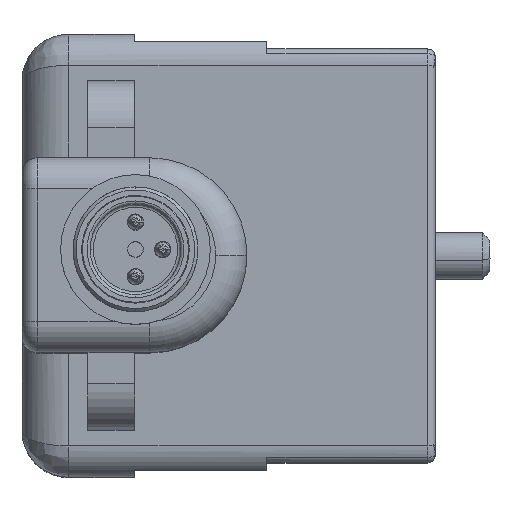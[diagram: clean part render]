
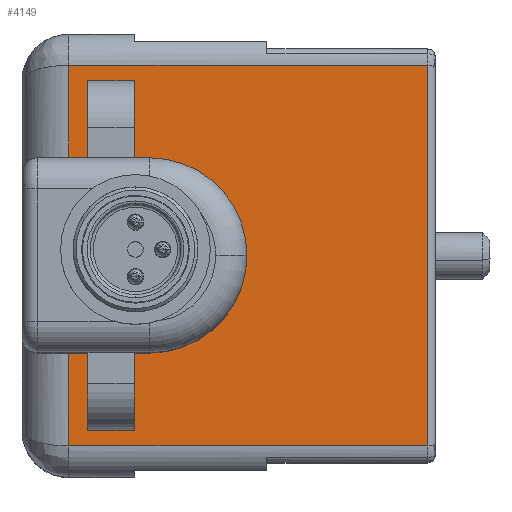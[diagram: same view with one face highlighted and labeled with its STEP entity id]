
A CAD part, top view. The second image highlights one B-rep face of the part: STEP entity #4149.
In plain terms, the highlighted planar face has unit normal (0, 0, 1).
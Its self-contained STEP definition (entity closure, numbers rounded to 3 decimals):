
#4014=AXIS2_PLACEMENT_3D('Plane Axis2P3D',#4011,#4012,#4013) ;
#4039=AXIS2_PLACEMENT_3D('Circle Axis2P3D',#4037,#4038,$) ;
#4046=AXIS2_PLACEMENT_3D('Circle Axis2P3D',#4044,#4045,$) ;
#1502=CARTESIAN_POINT('Vertex',(26.,2.,26.5)) ;
#1509=CARTESIAN_POINT('Vertex',(26.,26.4,26.5)) ;
#1512=CARTESIAN_POINT('Line Origine',(26.,26.4,26.5)) ;
#4011=CARTESIAN_POINT('Axis2P3D Location',(0.,26.4,26.5)) ;
#4016=CARTESIAN_POINT('Line Origine',(14.5,26.4,26.5)) ;
#4020=CARTESIAN_POINT('Vertex',(3.,26.4,26.5)) ;
#4023=CARTESIAN_POINT('Line Origine',(3.,23.425,26.5)) ;
#4027=CARTESIAN_POINT('Vertex',(3.,20.45,26.5)) ;
#4030=CARTESIAN_POINT('Line Origine',(5.586,20.45,26.5)) ;
#4034=CARTESIAN_POINT('Vertex',(8.172,20.45,26.5)) ;
#4037=CARTESIAN_POINT('Axis2P3D Location',(8.172,14.2,26.5)) ;
#4041=CARTESIAN_POINT('Vertex',(14.422,14.2,26.5)) ;
#4044=CARTESIAN_POINT('Axis2P3D Location',(8.172,14.2,26.5)) ;
#4048=CARTESIAN_POINT('Vertex',(8.172,7.95,26.5)) ;
#4051=CARTESIAN_POINT('Line Origine',(5.586,7.95,26.5)) ;
#4055=CARTESIAN_POINT('Vertex',(3.,7.95,26.5)) ;
#4058=CARTESIAN_POINT('Line Origine',(3.,4.975,26.5)) ;
#4062=CARTESIAN_POINT('Vertex',(3.,2.,26.5)) ;
#4065=CARTESIAN_POINT('Line Origine',(14.5,2.,26.5)) ;
#4081=CARTESIAN_POINT('Line Origine',(5.7,23.413,26.5)) ;
#4085=CARTESIAN_POINT('Vertex',(7.2,23.413,26.5)) ;
#4087=CARTESIAN_POINT('Vertex',(4.2,23.413,26.5)) ;
#4090=CARTESIAN_POINT('Line Origine',(4.2,24.406,26.5)) ;
#4094=CARTESIAN_POINT('Vertex',(4.2,25.4,26.5)) ;
#4097=CARTESIAN_POINT('Line Origine',(5.7,25.4,26.5)) ;
#4101=CARTESIAN_POINT('Vertex',(7.2,25.4,26.5)) ;
#4104=CARTESIAN_POINT('Line Origine',(7.2,24.406,26.5)) ;
#4115=CARTESIAN_POINT('Line Origine',(4.2,3.994,26.5)) ;
#4119=CARTESIAN_POINT('Vertex',(4.2,3.,26.5)) ;
#4121=CARTESIAN_POINT('Vertex',(4.2,4.987,26.5)) ;
#4124=CARTESIAN_POINT('Line Origine',(5.7,4.987,26.5)) ;
#4128=CARTESIAN_POINT('Vertex',(7.2,4.987,26.5)) ;
#4131=CARTESIAN_POINT('Line Origine',(7.2,3.994,26.5)) ;
#4135=CARTESIAN_POINT('Vertex',(7.2,3.,26.5)) ;
#4138=CARTESIAN_POINT('Line Origine',(5.7,3.,26.5)) ;
#1513=DIRECTION('Vector Direction',(0.,-1.,0.)) ;
#4012=DIRECTION('Axis2P3D Direction',(0.,0.,1.)) ;
#4013=DIRECTION('Axis2P3D XDirection',(0.382,-0.924,0.)) ;
#4017=DIRECTION('Vector Direction',(-1.,0.,0.)) ;
#4024=DIRECTION('Vector Direction',(0.,-1.,0.)) ;
#4031=DIRECTION('Vector Direction',(1.,0.,0.)) ;
#4038=DIRECTION('Axis2P3D Direction',(0.,0.,1.)) ;
#4045=DIRECTION('Axis2P3D Direction',(0.,0.,1.)) ;
#4052=DIRECTION('Vector Direction',(-1.,0.,0.)) ;
#4059=DIRECTION('Vector Direction',(0.,-1.,0.)) ;
#4066=DIRECTION('Vector Direction',(1.,0.,0.)) ;
#4082=DIRECTION('Vector Direction',(-1.,0.,0.)) ;
#4091=DIRECTION('Vector Direction',(0.,1.,0.)) ;
#4098=DIRECTION('Vector Direction',(1.,0.,0.)) ;
#4105=DIRECTION('Vector Direction',(0.,-1.,0.)) ;
#4116=DIRECTION('Vector Direction',(0.,1.,0.)) ;
#4125=DIRECTION('Vector Direction',(1.,0.,0.)) ;
#4132=DIRECTION('Vector Direction',(0.,1.,0.)) ;
#4139=DIRECTION('Vector Direction',(-1.,0.,0.)) ;
#1514=VECTOR('Line Direction',#1513,1.) ;
#4018=VECTOR('Line Direction',#4017,1.) ;
#4025=VECTOR('Line Direction',#4024,1.) ;
#4032=VECTOR('Line Direction',#4031,1.) ;
#4053=VECTOR('Line Direction',#4052,1.) ;
#4060=VECTOR('Line Direction',#4059,1.) ;
#4067=VECTOR('Line Direction',#4066,1.) ;
#4083=VECTOR('Line Direction',#4082,1.) ;
#4092=VECTOR('Line Direction',#4091,1.) ;
#4099=VECTOR('Line Direction',#4098,1.) ;
#4106=VECTOR('Line Direction',#4105,1.) ;
#4117=VECTOR('Line Direction',#4116,1.) ;
#4126=VECTOR('Line Direction',#4125,1.) ;
#4133=VECTOR('Line Direction',#4132,1.) ;
#4140=VECTOR('Line Direction',#4139,1.) ;
#4071=ORIENTED_EDGE('',*,*,#4022,.T.) ;
#4072=ORIENTED_EDGE('',*,*,#4029,.T.) ;
#4073=ORIENTED_EDGE('',*,*,#4036,.T.) ;
#4074=ORIENTED_EDGE('',*,*,#4043,.F.) ;
#4075=ORIENTED_EDGE('',*,*,#4050,.F.) ;
#4076=ORIENTED_EDGE('',*,*,#4057,.T.) ;
#4077=ORIENTED_EDGE('',*,*,#4064,.T.) ;
#4078=ORIENTED_EDGE('',*,*,#4069,.T.) ;
#4079=ORIENTED_EDGE('',*,*,#1516,.T.) ;
#4110=ORIENTED_EDGE('',*,*,#4089,.T.) ;
#4111=ORIENTED_EDGE('',*,*,#4096,.F.) ;
#4112=ORIENTED_EDGE('',*,*,#4103,.T.) ;
#4113=ORIENTED_EDGE('',*,*,#4108,.T.) ;
#4144=ORIENTED_EDGE('',*,*,#4123,.T.) ;
#4145=ORIENTED_EDGE('',*,*,#4130,.T.) ;
#4146=ORIENTED_EDGE('',*,*,#4137,.F.) ;
#4147=ORIENTED_EDGE('',*,*,#4142,.T.) ;
#4114=FACE_BOUND('',#4109,.T.) ;
#4148=FACE_BOUND('',#4143,.T.) ;
#4149=ADVANCED_FACE('Hauptk\X2\00F6\X0\rper',(#4080,#4114,#4148),#4015,.T.) ;
#4040=CIRCLE('generated circle',#4039,6.25) ;
#4047=CIRCLE('generated circle',#4046,6.25) ;
#1516=EDGE_CURVE('',#1503,#1510,#1515,.F.) ;
#4022=EDGE_CURVE('',#1510,#4021,#4019,.T.) ;
#4029=EDGE_CURVE('',#4021,#4028,#4026,.T.) ;
#4036=EDGE_CURVE('',#4028,#4035,#4033,.T.) ;
#4043=EDGE_CURVE('',#4042,#4035,#4040,.T.) ;
#4050=EDGE_CURVE('',#4049,#4042,#4047,.T.) ;
#4057=EDGE_CURVE('',#4049,#4056,#4054,.T.) ;
#4064=EDGE_CURVE('',#4056,#4063,#4061,.T.) ;
#4069=EDGE_CURVE('',#4063,#1503,#4068,.T.) ;
#4089=EDGE_CURVE('',#4086,#4088,#4084,.T.) ;
#4096=EDGE_CURVE('',#4095,#4088,#4093,.F.) ;
#4103=EDGE_CURVE('',#4095,#4102,#4100,.T.) ;
#4108=EDGE_CURVE('',#4102,#4086,#4107,.T.) ;
#4123=EDGE_CURVE('',#4120,#4122,#4118,.T.) ;
#4130=EDGE_CURVE('',#4122,#4129,#4127,.T.) ;
#4137=EDGE_CURVE('',#4136,#4129,#4134,.T.) ;
#4142=EDGE_CURVE('',#4136,#4120,#4141,.T.) ;
#4070=EDGE_LOOP('',(#4071,#4072,#4073,#4074,#4075,#4076,#4077,#4078,#4079)) ;
#4109=EDGE_LOOP('',(#4110,#4111,#4112,#4113)) ;
#4143=EDGE_LOOP('',(#4144,#4145,#4146,#4147)) ;
#4080=FACE_OUTER_BOUND('',#4070,.T.) ;
#1515=LINE('Line',#1512,#1514) ;
#4019=LINE('Line',#4016,#4018) ;
#4026=LINE('Line',#4023,#4025) ;
#4033=LINE('Line',#4030,#4032) ;
#4054=LINE('Line',#4051,#4053) ;
#4061=LINE('Line',#4058,#4060) ;
#4068=LINE('Line',#4065,#4067) ;
#4084=LINE('Line',#4081,#4083) ;
#4093=LINE('Line',#4090,#4092) ;
#4100=LINE('Line',#4097,#4099) ;
#4107=LINE('Line',#4104,#4106) ;
#4118=LINE('Line',#4115,#4117) ;
#4127=LINE('Line',#4124,#4126) ;
#4134=LINE('Line',#4131,#4133) ;
#4141=LINE('Line',#4138,#4140) ;
#4015=PLANE('',#4014) ;
#1503=VERTEX_POINT('',#1502) ;
#1510=VERTEX_POINT('',#1509) ;
#4021=VERTEX_POINT('',#4020) ;
#4028=VERTEX_POINT('',#4027) ;
#4035=VERTEX_POINT('',#4034) ;
#4042=VERTEX_POINT('',#4041) ;
#4049=VERTEX_POINT('',#4048) ;
#4056=VERTEX_POINT('',#4055) ;
#4063=VERTEX_POINT('',#4062) ;
#4086=VERTEX_POINT('',#4085) ;
#4088=VERTEX_POINT('',#4087) ;
#4095=VERTEX_POINT('',#4094) ;
#4102=VERTEX_POINT('',#4101) ;
#4120=VERTEX_POINT('',#4119) ;
#4122=VERTEX_POINT('',#4121) ;
#4129=VERTEX_POINT('',#4128) ;
#4136=VERTEX_POINT('',#4135) ;
